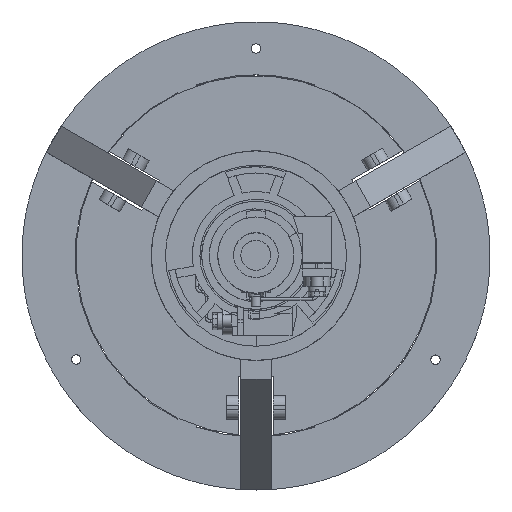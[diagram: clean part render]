
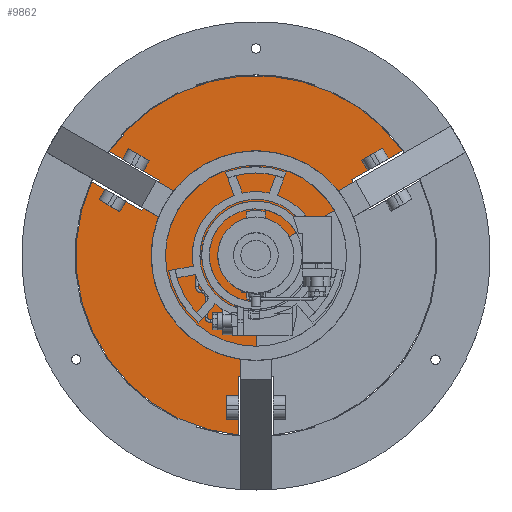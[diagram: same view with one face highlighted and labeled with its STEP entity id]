
A CAD part, top view. The second image highlights one B-rep face of the part: STEP entity #9862.
In plain terms, the highlighted planar face has unit normal (0, 0, 1).
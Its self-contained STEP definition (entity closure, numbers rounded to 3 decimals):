
#596=FACE_BOUND('',#2088,.T.);
#597=FACE_BOUND('',#2089,.T.);
#924=CIRCLE('',#11015,1.755);
#926=CIRCLE('',#11018,1.755);
#930=CIRCLE('',#11028,76.207);
#931=CIRCLE('',#11029,76.207);
#1445=FACE_OUTER_BOUND('',#2087,.T.);
#2087=EDGE_LOOP('',(#8853,#8854,#8855,#8856,#8857,#8858,#8859,#8860,#8861,
#8862,#8863));
#2088=EDGE_LOOP('',(#8864));
#2089=EDGE_LOOP('',(#8865));
#3006=LINE('',#18048,#3937);
#3009=LINE('',#18054,#3940);
#3019=LINE('',#18078,#3950);
#3024=LINE('',#18088,#3955);
#3025=LINE('',#18090,#3956);
#3026=LINE('',#18094,#3957);
#3027=LINE('',#18096,#3958);
#3028=LINE('',#18098,#3959);
#3029=LINE('',#18101,#3960);
#3937=VECTOR('',#13646,10.);
#3940=VECTOR('',#13651,10.);
#3950=VECTOR('',#13669,10.);
#3955=VECTOR('',#13678,10.);
#3956=VECTOR('',#13679,10.);
#3957=VECTOR('',#13682,10.);
#3958=VECTOR('',#13683,10.);
#3959=VECTOR('',#13684,10.);
#3960=VECTOR('',#13687,10.);
#4847=VERTEX_POINT('',#18030);
#4849=VERTEX_POINT('',#18036);
#4853=VERTEX_POINT('',#18045);
#4854=VERTEX_POINT('',#18047);
#4856=VERTEX_POINT('',#18053);
#4866=VERTEX_POINT('',#18077);
#4869=VERTEX_POINT('',#18087);
#4870=VERTEX_POINT('',#18089);
#4871=VERTEX_POINT('',#18091);
#4872=VERTEX_POINT('',#18093);
#4873=VERTEX_POINT('',#18095);
#4874=VERTEX_POINT('',#18097);
#4875=VERTEX_POINT('',#18099);
#6182=EDGE_CURVE('',#4847,#4847,#924,.T.);
#6185=EDGE_CURVE('',#4849,#4849,#926,.T.);
#6190=EDGE_CURVE('',#4854,#4853,#3006,.T.);
#6193=EDGE_CURVE('',#4856,#4854,#3009,.T.);
#6205=EDGE_CURVE('',#4866,#4856,#3019,.T.);
#6210=EDGE_CURVE('',#4853,#4869,#3024,.T.);
#6211=EDGE_CURVE('',#4869,#4870,#3025,.T.);
#6212=EDGE_CURVE('',#4870,#4871,#930,.T.);
#6213=EDGE_CURVE('',#4871,#4872,#3026,.T.);
#6214=EDGE_CURVE('',#4872,#4873,#3027,.T.);
#6215=EDGE_CURVE('',#4873,#4874,#3028,.T.);
#6216=EDGE_CURVE('',#4874,#4875,#931,.T.);
#6217=EDGE_CURVE('',#4875,#4866,#3029,.T.);
#8853=ORIENTED_EDGE('',*,*,#6190,.T.);
#8854=ORIENTED_EDGE('',*,*,#6210,.T.);
#8855=ORIENTED_EDGE('',*,*,#6211,.T.);
#8856=ORIENTED_EDGE('',*,*,#6212,.T.);
#8857=ORIENTED_EDGE('',*,*,#6213,.T.);
#8858=ORIENTED_EDGE('',*,*,#6214,.T.);
#8859=ORIENTED_EDGE('',*,*,#6215,.T.);
#8860=ORIENTED_EDGE('',*,*,#6216,.T.);
#8861=ORIENTED_EDGE('',*,*,#6217,.T.);
#8862=ORIENTED_EDGE('',*,*,#6205,.T.);
#8863=ORIENTED_EDGE('',*,*,#6193,.T.);
#8864=ORIENTED_EDGE('',*,*,#6182,.T.);
#8865=ORIENTED_EDGE('',*,*,#6185,.T.);
#9358=PLANE('',#11027);
#9862=ADVANCED_FACE('',(#1445,#596,#597),#9358,.T.);
#11015=AXIS2_PLACEMENT_3D('',#18031,#13630,#13631);
#11018=AXIS2_PLACEMENT_3D('',#18037,#13637,#13638);
#11027=AXIS2_PLACEMENT_3D('',#18086,#13676,#13677);
#11028=AXIS2_PLACEMENT_3D('',#18092,#13680,#13681);
#11029=AXIS2_PLACEMENT_3D('',#18100,#13685,#13686);
#13630=DIRECTION('center_axis',(0.,0.,-1.));
#13631=DIRECTION('ref_axis',(0.5,-0.866,0.));
#13637=DIRECTION('center_axis',(0.,0.,-1.));
#13638=DIRECTION('ref_axis',(0.5,0.866,0.));
#13646=DIRECTION('',(0.866,0.5,0.));
#13651=DIRECTION('',(0.,1.,0.));
#13669=DIRECTION('',(1.,0.,0.));
#13676=DIRECTION('center_axis',(0.,0.,1.));
#13677=DIRECTION('ref_axis',(1.,0.,0.));
#13678=DIRECTION('',(-0.5,0.866,0.));
#13679=DIRECTION('',(0.866,0.5,0.));
#13680=DIRECTION('center_axis',(0.,0.,1.));
#13681=DIRECTION('ref_axis',(1.,0.,0.));
#13682=DIRECTION('',(0.866,-0.5,0.));
#13683=DIRECTION('',(-0.5,-0.866,0.));
#13684=DIRECTION('',(-0.866,0.5,0.));
#13685=DIRECTION('center_axis',(0.,0.,1.));
#13686=DIRECTION('ref_axis',(1.,0.,0.));
#13687=DIRECTION('',(0.,1.,0.));
#18030=CARTESIAN_POINT('',(-68.664,107.605,71.755));
#18031=CARTESIAN_POINT('Origin',(-67.787,106.085,71.755));
#18036=CARTESIAN_POINT('',(-75.039,93.523,71.755));
#18037=CARTESIAN_POINT('Origin',(-74.162,95.042,71.755));
#18045=CARTESIAN_POINT('',(-23.522,124.28,71.755));
#18047=CARTESIAN_POINT('',(-67.787,98.723,71.755));
#18048=CARTESIAN_POINT('',(-20.438,126.06,71.755));
#18053=CARTESIAN_POINT('',(-67.787,47.491,71.755));
#18054=CARTESIAN_POINT('',(-67.787,98.723,71.755));
#18077=CARTESIAN_POINT('',(-75.128,47.491,71.755));
#18078=CARTESIAN_POINT('',(-71.457,47.491,71.755));
#18086=CARTESIAN_POINT('Origin',(-67.787,98.723,71.755));
#18087=CARTESIAN_POINT('',(-27.311,130.844,71.755));
#18088=CARTESIAN_POINT('',(-21.746,121.204,71.755));
#18089=CARTESIAN_POINT('',(-5.906,143.202,71.755));
#18090=CARTESIAN_POINT('',(-49.444,118.065,71.755));
#18091=CARTESIAN_POINT('',(-129.936,142.825,71.755));
#18092=CARTESIAN_POINT('Origin',(-67.787,98.723,71.755));
#18093=CARTESIAN_POINT('',(-108.723,130.577,71.755));
#18094=CARTESIAN_POINT('',(-97.136,123.888,71.755));
#18095=CARTESIAN_POINT('',(-116.064,117.862,71.755));
#18096=CARTESIAN_POINT('',(-110.502,127.495,71.755));
#18097=CARTESIAN_POINT('',(-137.24,130.088,71.755));
#18098=CARTESIAN_POINT('',(-93.816,105.017,71.755));
#18099=CARTESIAN_POINT('',(-75.128,22.871,71.755));
#18100=CARTESIAN_POINT('Origin',(-67.787,98.723,71.755));
#18101=CARTESIAN_POINT('',(-75.128,56.938,71.755));
